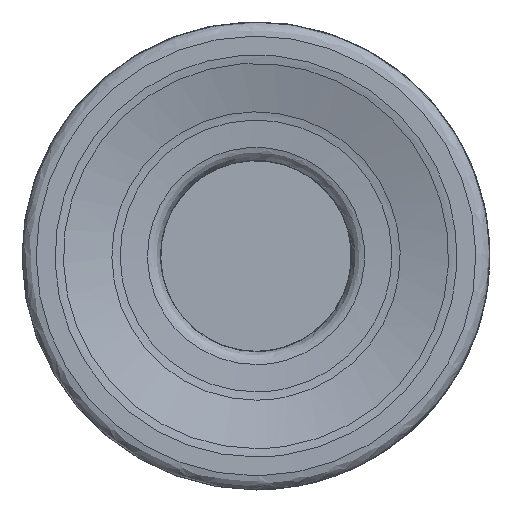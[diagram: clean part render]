
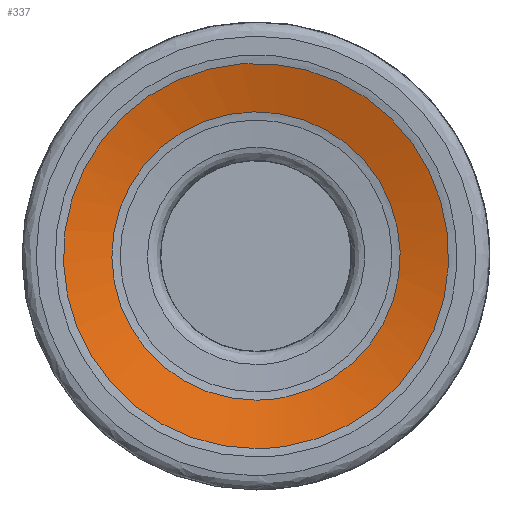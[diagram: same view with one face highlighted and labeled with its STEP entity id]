
A CAD part, left-side view. The second image highlights one B-rep face of the part: STEP entity #337.
In plain terms, the highlighted face is a revolution surface.
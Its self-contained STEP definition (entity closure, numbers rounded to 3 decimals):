
#58=SURFACE_OF_REVOLUTION('',#87,#80);
#80=AXIS1_PLACEMENT('',#987,#799);
#87=LINE('',#986,#93);
#93=VECTOR('',#798,2.731);
#298=FACE_BOUND('',#412,.T.);
#299=FACE_BOUND('',#413,.T.);
#337=ADVANCED_FACE('',(#298,#299),#58,.T.);
#412=EDGE_LOOP('',(#484));
#413=EDGE_LOOP('',(#485));
#484=ORIENTED_EDGE('',*,*,#559,.F.);
#485=ORIENTED_EDGE('',*,*,#558,.T.);
#522=VERTEX_POINT('',#981);
#523=VERTEX_POINT('',#985);
#558=EDGE_CURVE('',#522,#522,#596,.T.);
#559=EDGE_CURVE('',#523,#523,#597,.T.);
#596=CIRCLE('',#653,7.703);
#597=CIRCLE('',#655,10.292);
#653=AXIS2_PLACEMENT_3D('',#980,#791,#792);
#655=AXIS2_PLACEMENT_3D('',#984,#796,#797);
#791=DIRECTION('',(1.,0.,0.));
#792=DIRECTION('',(0.,0.,-1.));
#796=DIRECTION('',(1.,0.,0.));
#797=DIRECTION('',(0.,0.,-1.));
#798=DIRECTION('',(-0.269,-0.957,-0.111));
#799=DIRECTION('',(1.,0.,0.));
#980=CARTESIAN_POINT('',(0.831,0.,0.));
#981=CARTESIAN_POINT('',(0.831,0.,-7.703));
#984=CARTESIAN_POINT('',(0.097,0.,0.));
#985=CARTESIAN_POINT('',(0.097,0.,-10.292));
#986=CARTESIAN_POINT('',(0.831,-7.672,0.691));
#987=CARTESIAN_POINT('',(49.134,0.,0.));
